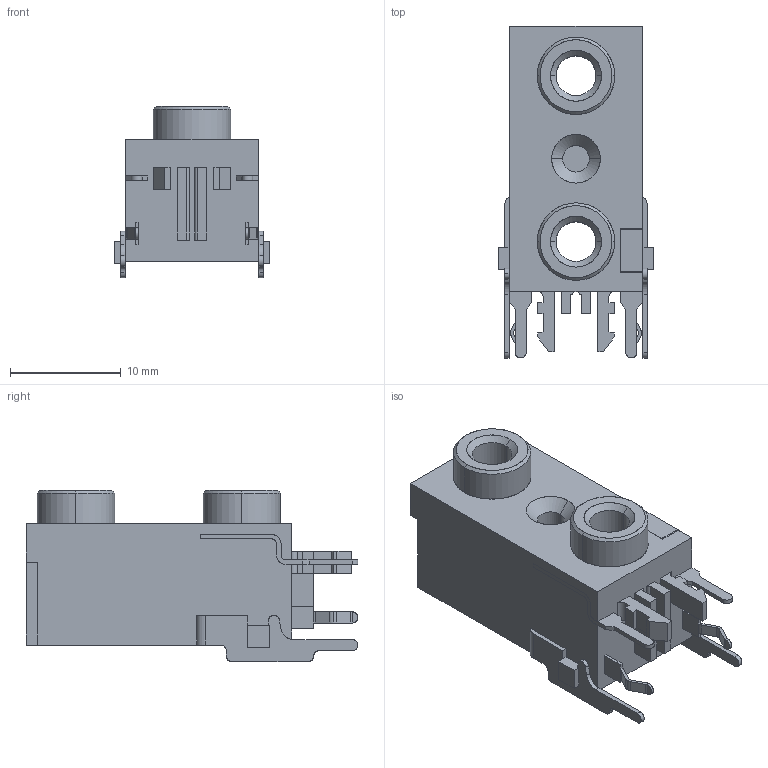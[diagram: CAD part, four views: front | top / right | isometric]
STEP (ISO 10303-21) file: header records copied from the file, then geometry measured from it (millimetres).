
FILE_DESCRIPTION(('FreeCAD Model'),'2;1');
FILE_NAME('Open CASCADE Shape Model','2022-01-01T13:00:02',('Author'),( ''),'Open CASCADE STEP processor 7.5','FreeCAD','Unknown');
FILE_SCHEMA(('AUTOMOTIVE_DESIGN { 1 0 10303 214 1 1 1 1 }'));
Length unit declared in the file: millimetre
Products named in the file (235): Unnamed; STX_4235_3_3_N_rA4; STX_4235_3_3_N_rA005; STX_4235_3_3_N_rA006; STX_4235_3_3_N_rA007; STX_4235_3_3_N_rA008; STX_4235_3_3_N_rA009; STX_4235_3_3_N_rA010; STX_4235_3_3_N_rA011; STX_4235_3_3_N_rA012; STX_4235_3_3_N_rA013; STX_4235_3_3_N_rA014; STX_4235_3_3_N_rA015; STX_4235_3_3_N_rA016; STX_4235_3_3_N_rA017; STX_4235_3_3_N_rA018; STX_4235_3_3_N_rA019; STX_4235_3_3_N_rA020; STX_4235_3_3_N_rA021; STX_4235_3_3_N_rA022; STX_4235_3_3_N_rA023; STX_4235_3_3_N_rA024; STX_4235_3_3_N_rA025; STX_4235_3_3_N_rA026; STX_4235_3_3_N_rA027; STX_4235_3_3_N_rA028; STX_4235_3_3_N_rA029; STX_4235_3_3_N_rA030; STX_4235_3_3_N_rA031; STX_4235_3_3_N_rA032; STX_4235_3_3_N_rA033; STX_4235_3_3_N_rA034; STX_4235_3_3_N_rA035; STX_4235_3_3_N_rA036; STX_4235_3_3_N_rA037; STX_4235_3_3_N_rA038; STX_4235_3_3_N_rA039; STX_4235_3_3_N_rA040; STX_4235_3_3_N_rA041; STX_4235_3_3_N_rA042 ...
Assembly tree (234 placements, depth 2):
  Unnamed
    STX_4235_3_3_N_rA4
    STX_4235_3_3_N_rA005
    STX_4235_3_3_N_rA006
    STX_4235_3_3_N_rA007
    STX_4235_3_3_N_rA008
    STX_4235_3_3_N_rA009
    STX_4235_3_3_N_rA010
    STX_4235_3_3_N_rA011
    STX_4235_3_3_N_rA012
    STX_4235_3_3_N_rA013
    STX_4235_3_3_N_rA014
    STX_4235_3_3_N_rA015
    STX_4235_3_3_N_rA016
    STX_4235_3_3_N_rA017
    STX_4235_3_3_N_rA018
    STX_4235_3_3_N_rA019
    STX_4235_3_3_N_rA020
    STX_4235_3_3_N_rA021
    STX_4235_3_3_N_rA022
    STX_4235_3_3_N_rA023
    STX_4235_3_3_N_rA024
    STX_4235_3_3_N_rA025
    STX_4235_3_3_N_rA026
    STX_4235_3_3_N_rA027
    STX_4235_3_3_N_rA028
    STX_4235_3_3_N_rA029
    STX_4235_3_3_N_rA030
    STX_4235_3_3_N_rA031
    STX_4235_3_3_N_rA032
    STX_4235_3_3_N_rA033
    STX_4235_3_3_N_rA034
    STX_4235_3_3_N_rA035
    STX_4235_3_3_N_rA036
    STX_4235_3_3_N_rA037
    STX_4235_3_3_N_rA038
    STX_4235_3_3_N_rA039
    STX_4235_3_3_N_rA040
    STX_4235_3_3_N_rA041
    STX_4235_3_3_N_rA042
    STX_4235_3_3_N_rA043
    STX_4235_3_3_N_rA044
    STX_4235_3_3_N_rA045
    STX_4235_3_3_N_rA046
    STX_4235_3_3_N_rA047
    STX_4235_3_3_N_rA048
    STX_4235_3_3_N_rA049
    STX_4235_3_3_N_rA050
    STX_4235_3_3_N_rA051
    STX_4235_3_3_N_rA052
    STX_4235_3_3_N_rA053
    STX_4235_3_3_N_rA054
    STX_4235_3_3_N_rA055
    STX_4235_3_3_N_rA056
    STX_4235_3_3_N_rA057
    STX_4235_3_3_N_rA058
    STX_4235_3_3_N_rA059
    STX_4235_3_3_N_rA060
    STX_4235_3_3_N_rA061
    STX_4235_3_3_N_rA062
Bounding box: 14 x 30 x 15.5 mm (x, y, z)
Surface area: 2190.1 mm2 (no closed solid volume)
Topology: 0 solids, 234 shells, 234 faces, 1956 edges, 1956 vertices
Faces by surface type: bspline 157, revolution 77
Entity records: 37841 total; most frequent: CARTESIAN_POINT 11531, B_SPLINE_CURVE_WITH_KNOTS 2744, DIRECTION 1966, ORIENTED_EDGE 1956, EDGE_CURVE 1956, VERTEX_POINT 1956, SURFACE_CURVE 1956, PCURVE 1956
